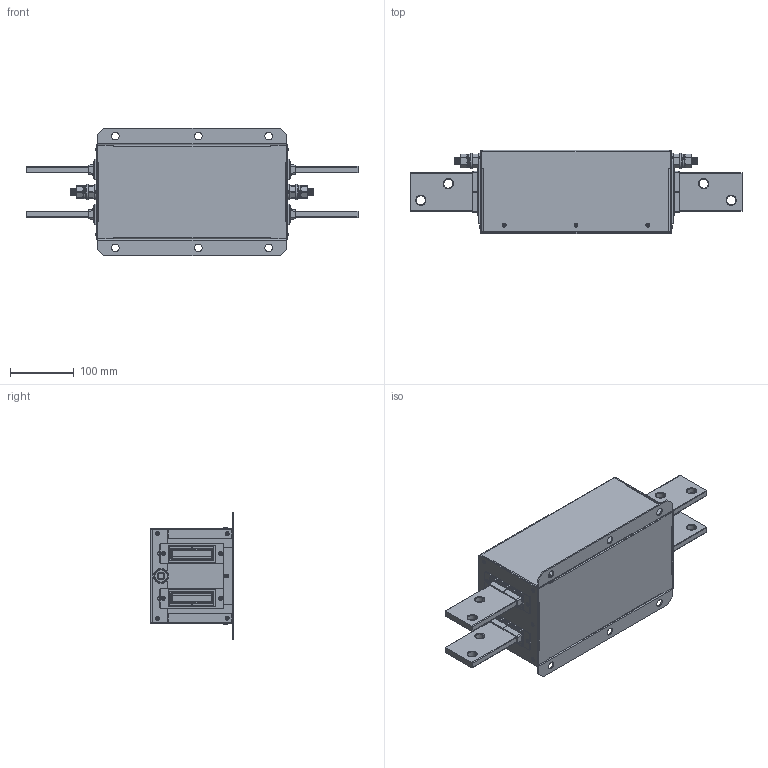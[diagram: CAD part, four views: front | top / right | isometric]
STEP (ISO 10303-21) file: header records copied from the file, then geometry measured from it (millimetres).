
FILE_DESCRIPTION (( 'STEP AP214' ), '1' );
FILE_NAME ('FLLE21K6APVI1_EXT.STEP', '2021-04-30T11:43:00', ( '' ), ( '' ), 'SwSTEP 2.0', 'SolidWorks 2021', '' );
FILE_SCHEMA (( 'AUTOMOTIVE_DESIGN' ));
Length unit declared in the file: millimetre
Products named in the file (12): Busbar 10x60^FLLE21K6APVI1_EXT; HEX NUT M12x1.75_90592A028; WASHER M12 Ø24_93475A290; FLLE21K6APVI1_EXT; LOCK WASHER M12_91169A214; 094-00298 Side 1600A DC RevA; Rivet ﾘ3.2x4; HEX BOLT M12x45_91280A722; 094-00287 Lid 1600A DC; 094-00282 Case 1600A DC RevA; Rivet ﾘ3.2x3; 091-00226 Busbar insulation 10x60 RevD
Assembly tree (48 placements, depth 2):
  FLLE21K6APVI1_EXT
    094-00282 Case 1600A DC RevA
    094-00298 Side 1600A DC RevA  x2
    091-00226 Busbar insulation 10x60 RevD  x4
    HEX BOLT M12x45_91280A722  x2
    WASHER M12 Ø24_93475A290  x4
    HEX NUT M12x1.75_90592A028  x4
    LOCK WASHER M12_91169A214  x2
    Rivet ﾘ3.2x4  x16
    094-00287 Lid 1600A DC
    Rivet ﾘ3.2x3  x8
    Busbar 10x60^FLLE21K6APVI1_EXT  x4
Bounding box: 520 x 130 x 200 mm (x, y, z)
Volume: 756603.6 mm3; surface area: 631180.9 mm2
Topology: 56 solids, 56 shells, 1879 faces, 4619 edges, 2844 vertices
Faces by surface type: cylinder 555, plane 494, cone 292, torus 288, bspline 250
Entity records: 31641 total; most frequent: CARTESIAN_POINT 15653, ORIENTED_EDGE 3338, DIRECTION 3025, EDGE_CURVE 1669, AXIS2_PLACEMENT_3D 1083, VERTEX_POINT 1054, LINE 859, VECTOR 859
